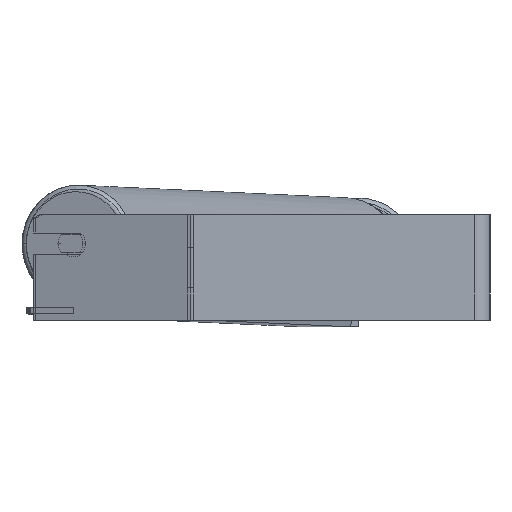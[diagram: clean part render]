
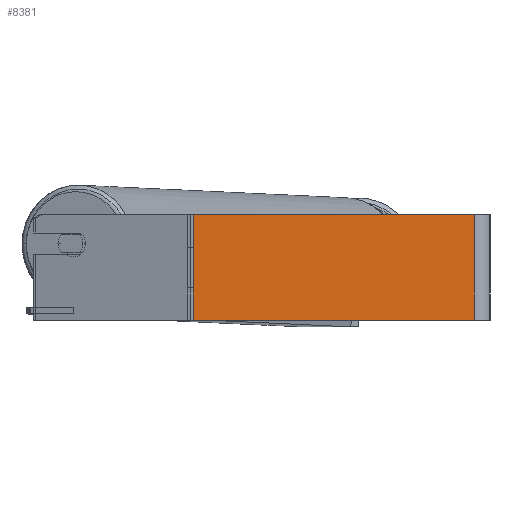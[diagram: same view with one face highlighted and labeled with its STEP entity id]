
A CAD part, left-side view. The second image highlights one B-rep face of the part: STEP entity #8381.
In plain terms, the highlighted planar face has unit normal (-1, 0, 0).
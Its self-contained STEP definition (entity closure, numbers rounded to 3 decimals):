
#282 = ORIENTED_EDGE ( 'NONE', *, *, #3231, .T. ) ;
#315 = PLANE ( 'NONE',  #4253 ) ;
#470 = ORIENTED_EDGE ( 'NONE', *, *, #1327, .F. ) ;
#574 = VERTEX_POINT ( 'NONE', #2053 ) ;
#691 = LINE ( 'NONE', #7853, #4345 ) ;
#1003 = CARTESIAN_POINT ( 'NONE',  ( -945., 224.617, 40. ) ) ;
#1327 = EDGE_CURVE ( 'NONE', #5518, #4057, #2394, .T. ) ;
#1487 = ORIENTED_EDGE ( 'NONE', *, *, #5609, .F. ) ;
#1877 = ORIENTED_EDGE ( 'NONE', *, *, #5363, .T. ) ;
#2053 = CARTESIAN_POINT ( 'NONE',  ( -945., 12., -40. ) ) ;
#2303 = CARTESIAN_POINT ( 'NONE',  ( -945., 12., 40. ) ) ;
#2347 = DIRECTION ( 'NONE',  ( 0., -1., 0. ) ) ;
#2376 = VECTOR ( 'NONE', #4456, 1000. ) ;
#2394 = LINE ( 'NONE', #6722, #2784 ) ;
#2451 = DIRECTION ( 'NONE',  ( 0., 0., -1. ) ) ;
#2784 = VECTOR ( 'NONE', #2347, 1000. ) ;
#2785 = LINE ( 'NONE', #1003, #2376 ) ;
#2816 = DIRECTION ( 'NONE',  ( 0., -1., 0. ) ) ;
#3191 = LINE ( 'NONE', #6814, #6332 ) ;
#3202 = CARTESIAN_POINT ( 'NONE',  ( -945., 226.733, 40. ) ) ;
#3231 = EDGE_CURVE ( 'NONE', #5518, #7602, #2785, .T. ) ;
#3678 = CARTESIAN_POINT ( 'NONE',  ( -945., 224.617, 40. ) ) ;
#3680 = CARTESIAN_POINT ( 'NONE',  ( -945., 224.617, -40. ) ) ;
#4057 = VERTEX_POINT ( 'NONE', #2303 ) ;
#4253 = AXIS2_PLACEMENT_3D ( 'NONE', #3202, #7487, #2451 ) ;
#4345 = VECTOR ( 'NONE', #2816, 1000. ) ;
#4456 = DIRECTION ( 'NONE',  ( 0., 0., -1. ) ) ;
#5363 = EDGE_CURVE ( 'NONE', #7602, #574, #691, .T. ) ;
#5518 = VERTEX_POINT ( 'NONE', #3678 ) ;
#5609 = EDGE_CURVE ( 'NONE', #4057, #574, #3191, .T. ) ;
#6332 = VECTOR ( 'NONE', #6996, 1000. ) ;
#6504 = EDGE_LOOP ( 'NONE', ( #1877, #1487, #470, #282 ) ) ;
#6722 = CARTESIAN_POINT ( 'NONE',  ( -945., 226.733, 40. ) ) ;
#6814 = CARTESIAN_POINT ( 'NONE',  ( -945., 12., 40. ) ) ;
#6996 = DIRECTION ( 'NONE',  ( 0., 0., -1. ) ) ;
#7447 = FACE_OUTER_BOUND ( 'NONE', #6504, .T. ) ;
#7487 = DIRECTION ( 'NONE',  ( 1., 0., 0. ) ) ;
#7602 = VERTEX_POINT ( 'NONE', #3680 ) ;
#7853 = CARTESIAN_POINT ( 'NONE',  ( -945., 226.733, -40. ) ) ;
#8381 = ADVANCED_FACE ( 'NONE', ( #7447 ), #315, .F. ) ;
